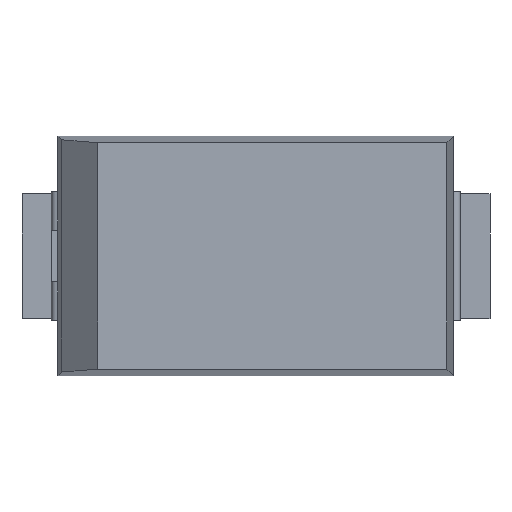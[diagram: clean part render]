
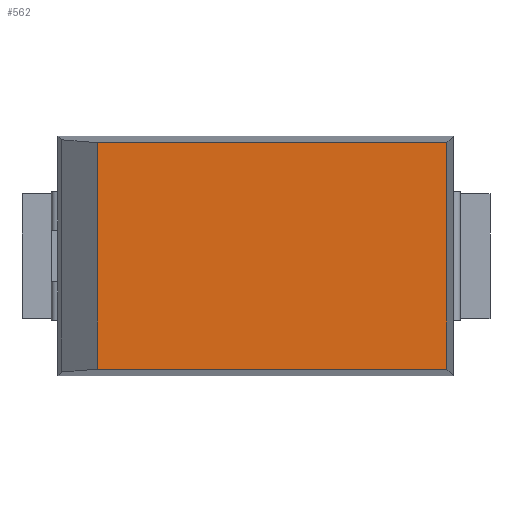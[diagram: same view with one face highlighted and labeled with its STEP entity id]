
A CAD part, top view. The second image highlights one B-rep face of the part: STEP entity #562.
In plain terms, the highlighted planar face has unit normal (0, 0, 1).
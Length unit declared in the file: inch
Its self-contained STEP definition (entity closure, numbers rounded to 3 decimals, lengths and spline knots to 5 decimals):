
#426 = VERTEX_POINT ( 'NONE', #1941 ) ;
#428 = EDGE_CURVE ( 'NONE', #445, #426, #1940, .T. ) ;
#443 = EDGE_CURVE ( 'NONE', #444, #445, #2002, .T. ) ;
#444 = VERTEX_POINT ( 'NONE', #1998 ) ;
#445 = VERTEX_POINT ( 'NONE', #1997 ) ;
#470 = EDGE_CURVE ( 'NONE', #426, #516, #2145, .T. ) ;
#482 = ORIENTED_EDGE ( 'NONE', *, *, #470, .T. ) ;
#483 = ORIENTED_EDGE ( 'NONE', *, *, #484, .T. ) ;
#484 = EDGE_CURVE ( 'NONE', #516, #444, #2204, .T. ) ;
#485 = ORIENTED_EDGE ( 'NONE', *, *, #443, .T. ) ;
#486 = ORIENTED_EDGE ( 'NONE', *, *, #428, .T. ) ;
#516 = VERTEX_POINT ( 'NONE', #2389 ) ;
#562 = ADVANCED_FACE ( 'NONE', ( #2479 ), #2774, .T. ) ;
#563 = EDGE_LOOP ( 'NONE', ( #482, #483, #485, #486 ) ) ;
#1937 = DIRECTION ( 'NONE',  ( 0., 1., 0. ) ) ;
#1938 = VECTOR ( 'NONE', #1937, 39.37008 ) ;
#1939 = CARTESIAN_POINT ( 'NONE',  ( 0.26669, 0.0905, 0.122 ) ) ;
#1940 = LINE ( 'NONE', #1939, #1938 ) ;
#1941 = CARTESIAN_POINT ( 'NONE',  ( 0.26669, 0.08569, 0.122 ) ) ;
#1997 = CARTESIAN_POINT ( 'NONE',  ( 0.26669, -0.08569, 0.122 ) ) ;
#1998 = CARTESIAN_POINT ( 'NONE',  ( 0.00231, -0.08569, 0.122 ) ) ;
#1999 = DIRECTION ( 'NONE',  ( 1., 0., 0. ) ) ;
#2000 = VECTOR ( 'NONE', #1999, 39.37008 ) ;
#2001 = CARTESIAN_POINT ( 'NONE',  ( -0.0275, -0.08569, 0.122 ) ) ;
#2002 = LINE ( 'NONE', #2001, #2000 ) ;
#2142 = DIRECTION ( 'NONE',  ( -1., 0., 0. ) ) ;
#2143 = VECTOR ( 'NONE', #2142, 39.37008 ) ;
#2144 = CARTESIAN_POINT ( 'NONE',  ( -0.0275, 0.08569, 0.122 ) ) ;
#2145 = LINE ( 'NONE', #2144, #2143 ) ;
#2201 = DIRECTION ( 'NONE',  ( 0., -1., 0. ) ) ;
#2202 = VECTOR ( 'NONE', #2201, 39.37008 ) ;
#2203 = CARTESIAN_POINT ( 'NONE',  ( 0.00231, -0.08569, 0.122 ) ) ;
#2204 = LINE ( 'NONE', #2203, #2202 ) ;
#2389 = CARTESIAN_POINT ( 'NONE',  ( 0.00231, 0.08569, 0.122 ) ) ;
#2479 = FACE_OUTER_BOUND ( 'NONE', #563, .T. ) ;
#2774 = PLANE ( 'NONE',  #2832 ) ;
#2829 = DIRECTION ( 'NONE',  ( 1., 0., 0. ) ) ;
#2830 = DIRECTION ( 'NONE',  ( 0., 0., 1. ) ) ;
#2831 = CARTESIAN_POINT ( 'NONE',  ( -0.0275, -0.0905, 0.122 ) ) ;
#2832 = AXIS2_PLACEMENT_3D ( 'NONE', #2831, #2830, #2829 ) ;
